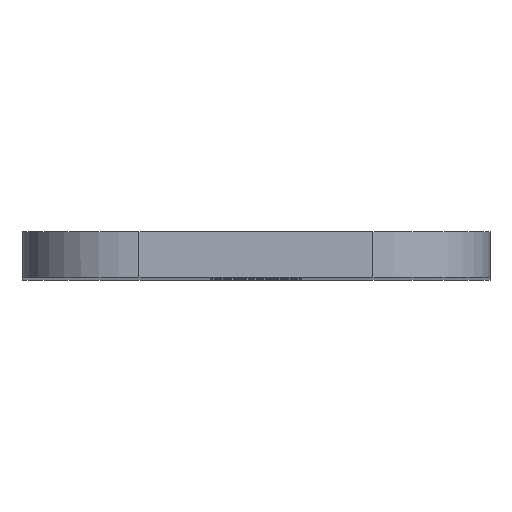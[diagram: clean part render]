
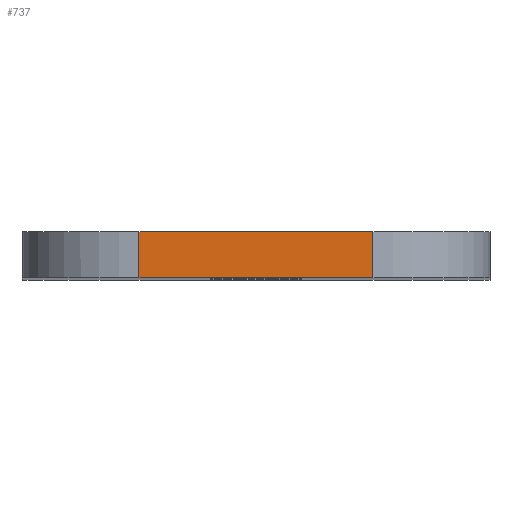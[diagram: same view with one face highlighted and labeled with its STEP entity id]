
A CAD part, top view. The second image highlights one B-rep face of the part: STEP entity #737.
In plain terms, the highlighted planar face has unit normal (0, 0, 1).
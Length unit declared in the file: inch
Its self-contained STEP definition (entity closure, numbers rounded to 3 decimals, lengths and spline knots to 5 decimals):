
#2 = VERTEX_POINT ( 'NONE', #420 ) ;
#10 = CARTESIAN_POINT ( 'NONE',  ( -0.25, 0., 1.745 ) ) ;
#185 = AXIS2_PLACEMENT_3D ( 'NONE', #227, #567, #832 ) ;
#216 = LINE ( 'NONE', #615, #617 ) ;
#227 = CARTESIAN_POINT ( 'NONE',  ( -0.5, 0.09843, 1.745 ) ) ;
#246 = EDGE_CURVE ( 'NONE', #800, #2, #610, .T. ) ;
#305 = CARTESIAN_POINT ( 'NONE',  ( -0.5, 0., 1.745 ) ) ;
#346 = EDGE_CURVE ( 'NONE', #600, #863, #644, .T. ) ;
#347 = DIRECTION ( 'NONE',  ( 0., 1., 0. ) ) ;
#374 = ORIENTED_EDGE ( 'NONE', *, *, #246, .F. ) ;
#419 = EDGE_LOOP ( 'NONE', ( #374, #637, #662, #782 ) ) ;
#420 = CARTESIAN_POINT ( 'NONE',  ( 0.25, 0.09843, 1.745 ) ) ;
#443 = DIRECTION ( 'NONE',  ( 1., 0., 0. ) ) ;
#460 = LINE ( 'NONE', #541, #608 ) ;
#485 = VECTOR ( 'NONE', #762, 39.37008 ) ;
#541 = CARTESIAN_POINT ( 'NONE',  ( -0.25, 0.09843, 1.745 ) ) ;
#567 = DIRECTION ( 'NONE',  ( 0., 0., -1. ) ) ;
#578 = EDGE_CURVE ( 'NONE', #800, #600, #460, .T. ) ;
#600 = VERTEX_POINT ( 'NONE', #10 ) ;
#608 = VECTOR ( 'NONE', #683, 39.37008 ) ;
#610 = LINE ( 'NONE', #825, #485 ) ;
#615 = CARTESIAN_POINT ( 'NONE',  ( 0.25, 0.09843, 1.745 ) ) ;
#617 = VECTOR ( 'NONE', #347, 39.37008 ) ;
#637 = ORIENTED_EDGE ( 'NONE', *, *, #578, .T. ) ;
#644 = LINE ( 'NONE', #305, #680 ) ;
#662 = ORIENTED_EDGE ( 'NONE', *, *, #346, .T. ) ;
#667 = EDGE_CURVE ( 'NONE', #863, #2, #216, .T. ) ;
#674 = CARTESIAN_POINT ( 'NONE',  ( 0.25, 0., 1.745 ) ) ;
#680 = VECTOR ( 'NONE', #443, 39.37008 ) ;
#683 = DIRECTION ( 'NONE',  ( 0., -1., 0. ) ) ;
#714 = PLANE ( 'NONE',  #185 ) ;
#737 = ADVANCED_FACE ( 'NONE', ( #846 ), #714, .F. ) ;
#762 = DIRECTION ( 'NONE',  ( 1., 0., 0. ) ) ;
#782 = ORIENTED_EDGE ( 'NONE', *, *, #667, .T. ) ;
#800 = VERTEX_POINT ( 'NONE', #838 ) ;
#825 = CARTESIAN_POINT ( 'NONE',  ( -0.5, 0.09843, 1.745 ) ) ;
#832 = DIRECTION ( 'NONE',  ( -1., 0., 0. ) ) ;
#838 = CARTESIAN_POINT ( 'NONE',  ( -0.25, 0.09843, 1.745 ) ) ;
#846 = FACE_OUTER_BOUND ( 'NONE', #419, .T. ) ;
#863 = VERTEX_POINT ( 'NONE', #674 ) ;
